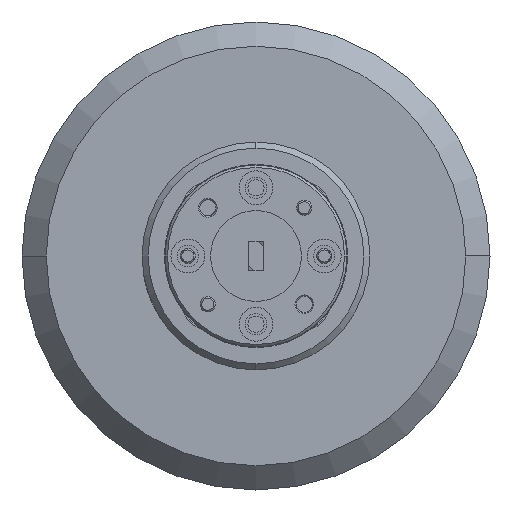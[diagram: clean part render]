
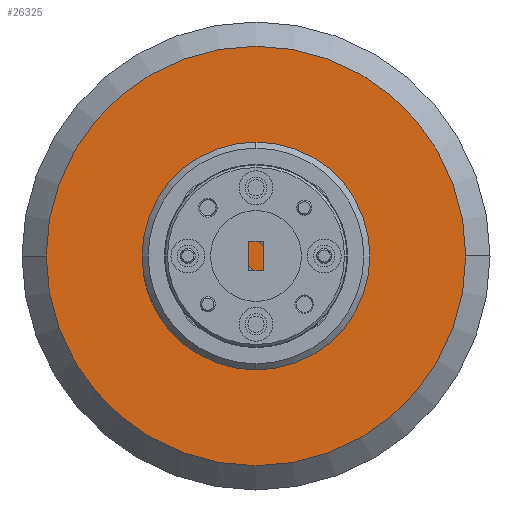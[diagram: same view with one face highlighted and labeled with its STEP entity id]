
A CAD part, left-side view. The second image highlights one B-rep face of the part: STEP entity #26325.
In plain terms, the highlighted planar face has unit normal (-1, 0, 0).
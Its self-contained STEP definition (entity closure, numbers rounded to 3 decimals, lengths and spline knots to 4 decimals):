
#4929 = EDGE_CURVE ( 'NONE', #7126, #32066, #33867, .T. ) ;
#7126 = VERTEX_POINT ( 'NONE', #9868 ) ;
#9868 = CARTESIAN_POINT ( 'NONE',  ( -2.3622, 0.865, 0. ) ) ;
#12706 = DIRECTION ( 'NONE',  ( 1., 0., 0. ) ) ;
#14064 = DIRECTION ( 'NONE',  ( 1., 0., 0. ) ) ;
#15586 = AXIS2_PLACEMENT_3D ( 'NONE', #20356, #14064, #44285 ) ;
#18350 = DIRECTION ( 'NONE',  ( 0., 0., 1. ) ) ;
#18784 = ORIENTED_EDGE ( 'NONE', *, *, #41048, .F. ) ;
#20356 = CARTESIAN_POINT ( 'NONE',  ( -2.3622, 0., 0. ) ) ;
#21526 = FACE_OUTER_BOUND ( 'NONE', #36797, .T. ) ;
#22729 = CARTESIAN_POINT ( 'NONE',  ( -2.3622, 0., 0. ) ) ;
#25608 = AXIS2_PLACEMENT_3D ( 'NONE', #38638, #42076, #18350 ) ;
#26325 = ADVANCED_FACE ( 'NONE', ( #21526 ), #31748, .T. ) ;
#26422 = CARTESIAN_POINT ( 'NONE',  ( -2.3622, -0.865, 0. ) ) ;
#26577 = DIRECTION ( 'NONE',  ( 0., 1., 0. ) ) ;
#31250 = CIRCLE ( 'NONE', #41158, 0.865 ) ;
#31748 = PLANE ( 'NONE',  #25608 ) ;
#32066 = VERTEX_POINT ( 'NONE', #26422 ) ;
#33867 = CIRCLE ( 'NONE', #15586, 0.865 ) ;
#36797 = EDGE_LOOP ( 'NONE', ( #40255, #18784 ) ) ;
#38638 = CARTESIAN_POINT ( 'NONE',  ( -2.3622, 0.865, 0. ) ) ;
#40255 = ORIENTED_EDGE ( 'NONE', *, *, #4929, .F. ) ;
#41048 = EDGE_CURVE ( 'NONE', #32066, #7126, #31250, .T. ) ;
#41158 = AXIS2_PLACEMENT_3D ( 'NONE', #22729, #12706, #26577 ) ;
#42076 = DIRECTION ( 'NONE',  ( -1., 0., 0. ) ) ;
#44285 = DIRECTION ( 'NONE',  ( 0., 1., 0. ) ) ;
